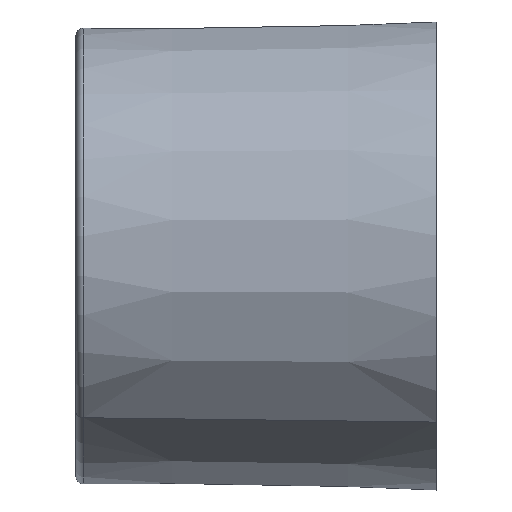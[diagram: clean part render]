
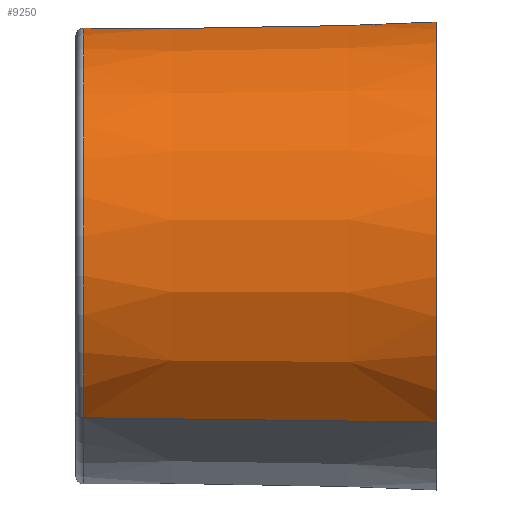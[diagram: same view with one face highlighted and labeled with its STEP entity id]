
A CAD part, left-side view. The second image highlights one B-rep face of the part: STEP entity #9250.
In plain terms, the highlighted conical face has half-angle 1 degrees and reference radius 15 mm.
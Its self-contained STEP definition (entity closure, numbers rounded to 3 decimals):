
#8840=CARTESIAN_POINT('',(0.,0.,0.));
#8850=DIRECTION('',(0.,-1.,0.));
#8860=DIRECTION('',(-1.,0.,0.));
#8870=AXIS2_PLACEMENT_3D('',#8840,#8850,#8860);
#8880=CONICAL_SURFACE('',#8870,15.,0.017);
#8890=CARTESIAN_POINT('',(-15.,0.,0.));
#8900=DIRECTION('',(-0.017,-1.,0.));
#8910=VECTOR('',#8900,859.48);
#8920=LINE('',#8890,#8910);
#8930=CARTESIAN_POINT('',(-14.607,22.509,0.));
#8940=VERTEX_POINT('',#8930);
#8950=CARTESIAN_POINT('',(-15.,0.,0.));
#8960=VERTEX_POINT('',#8950);
#8970=EDGE_CURVE('',#8940,#8960,#8920,.T.);
#8980=ORIENTED_EDGE('',*,*,#8970,.T.);
#8990=CARTESIAN_POINT('',(0.,22.509,0.));
#9000=DIRECTION('',(0.,-1.,0.));
#9010=DIRECTION('',(-1.,0.,0.));
#9020=AXIS2_PLACEMENT_3D('',#8990,#9000,#9010);
#9030=CIRCLE('',#9020,14.607);
#9040=CARTESIAN_POINT('',(14.607,22.509,0.));
#9050=VERTEX_POINT('',#9040);
#9060=EDGE_CURVE('',#9050,#8940,#9030,.T.);
#9070=ORIENTED_EDGE('',*,*,#9060,.T.);
#9080=CARTESIAN_POINT('',(15.,0.,0.));
#9090=DIRECTION('',(0.017,-1.,
0.));
#9100=VECTOR('',#9090,859.48);
#9110=LINE('',#9080,#9100);
#9120=CARTESIAN_POINT('',(15.,0.,0.));
#9130=VERTEX_POINT('',#9120);
#9140=EDGE_CURVE('',#9050,#9130,#9110,.T.);
#9150=ORIENTED_EDGE('',*,*,#9140,.F.);
#9160=CARTESIAN_POINT('',(0.,0.,0.));
#9170=DIRECTION('',(0.,-1.,0.));
#9180=DIRECTION('',(-1.,0.,0.));
#9190=AXIS2_PLACEMENT_3D('',#9160,#9170,#9180);
#9200=CIRCLE('',#9190,15.);
#9210=EDGE_CURVE('',#9130,#8960,#9200,.T.);
#9220=ORIENTED_EDGE('',*,*,#9210,.F.);
#9230=EDGE_LOOP('',(#9220,#9150,#9070,#8980));
#9240=FACE_OUTER_BOUND('',#9230,.T.);
#9250=ADVANCED_FACE('',(#9240),#8880,.T.);
